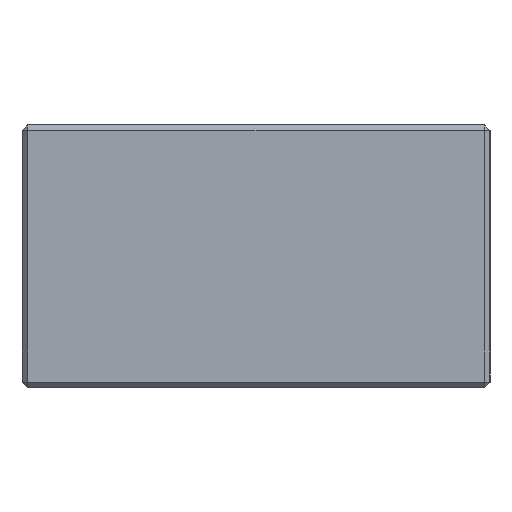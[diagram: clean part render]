
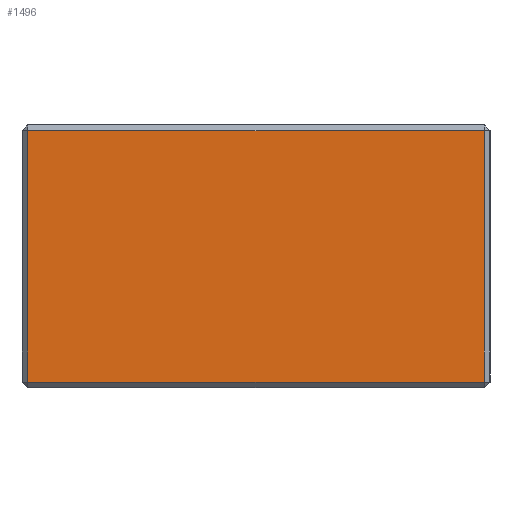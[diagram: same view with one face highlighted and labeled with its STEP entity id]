
A CAD part, left-side view. The second image highlights one B-rep face of the part: STEP entity #1496.
In plain terms, the highlighted planar face has unit normal (-1, 0, 0).
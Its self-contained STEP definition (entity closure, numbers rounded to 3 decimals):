
#334 = DIRECTION ( 'NONE',  ( 0., 0., 1. ) ) ;
#411 = VERTEX_POINT ( 'NONE', #3031 ) ;
#501 = AXIS2_PLACEMENT_3D ( 'NONE', #3498, #544, #4521 ) ;
#544 = DIRECTION ( 'NONE',  ( 1., 0., 0. ) ) ;
#891 = VECTOR ( 'NONE', #6313, 1000. ) ;
#957 = CARTESIAN_POINT ( 'NONE',  ( -0.8, -0.4, 0.01 ) ) ;
#1142 = VECTOR ( 'NONE', #6235, 1000. ) ;
#1353 = VECTOR ( 'NONE', #4937, 1000. ) ;
#1444 = CARTESIAN_POINT ( 'NONE',  ( -0.8, -0.39, 0.45 ) ) ;
#1496 = ADVANCED_FACE ( 'NONE', ( #2413 ), #2951, .F. ) ;
#1605 = LINE ( 'NONE', #957, #1142 ) ;
#2413 = FACE_OUTER_BOUND ( 'NONE', #3939, .T. ) ;
#2487 = EDGE_CURVE ( 'NONE', #5793, #3643, #3969, .T. ) ;
#2779 = ORIENTED_EDGE ( 'NONE', *, *, #5156, .T. ) ;
#2814 = VERTEX_POINT ( 'NONE', #5631 ) ;
#2903 = CARTESIAN_POINT ( 'NONE',  ( -0.8, -0.39, 0.44 ) ) ;
#2951 = PLANE ( 'NONE',  #501 ) ;
#3031 = CARTESIAN_POINT ( 'NONE',  ( -0.8, 0.39, 0.01 ) ) ;
#3109 = EDGE_CURVE ( 'NONE', #2814, #411, #5282, .T. ) ;
#3498 = CARTESIAN_POINT ( 'NONE',  ( -0.8, -0.4, 0.45 ) ) ;
#3643 = VERTEX_POINT ( 'NONE', #2903 ) ;
#3939 = EDGE_LOOP ( 'NONE', ( #5452, #2779, #5238, #4968 ) ) ;
#3969 = LINE ( 'NONE', #1444, #6165 ) ;
#4228 = CARTESIAN_POINT ( 'NONE',  ( -0.8, 0.39, 0.45 ) ) ;
#4521 = DIRECTION ( 'NONE',  ( 0., 0., -1. ) ) ;
#4937 = DIRECTION ( 'NONE',  ( 0., 1., 0. ) ) ;
#4968 = ORIENTED_EDGE ( 'NONE', *, *, #6237, .T. ) ;
#5127 = CARTESIAN_POINT ( 'NONE',  ( -0.8, -0.39, 0.01 ) ) ;
#5156 = EDGE_CURVE ( 'NONE', #411, #5793, #1605, .T. ) ;
#5238 = ORIENTED_EDGE ( 'NONE', *, *, #2487, .T. ) ;
#5282 = LINE ( 'NONE', #4228, #891 ) ;
#5345 = LINE ( 'NONE', #6388, #1353 ) ;
#5452 = ORIENTED_EDGE ( 'NONE', *, *, #3109, .T. ) ;
#5631 = CARTESIAN_POINT ( 'NONE',  ( -0.8, 0.39, 0.44 ) ) ;
#5793 = VERTEX_POINT ( 'NONE', #5127 ) ;
#6165 = VECTOR ( 'NONE', #334, 1000. ) ;
#6235 = DIRECTION ( 'NONE',  ( 0., -1., 0. ) ) ;
#6237 = EDGE_CURVE ( 'NONE', #3643, #2814, #5345, .T. ) ;
#6313 = DIRECTION ( 'NONE',  ( 0., 0., -1. ) ) ;
#6388 = CARTESIAN_POINT ( 'NONE',  ( -0.8, 0.4, 0.44 ) ) ;
